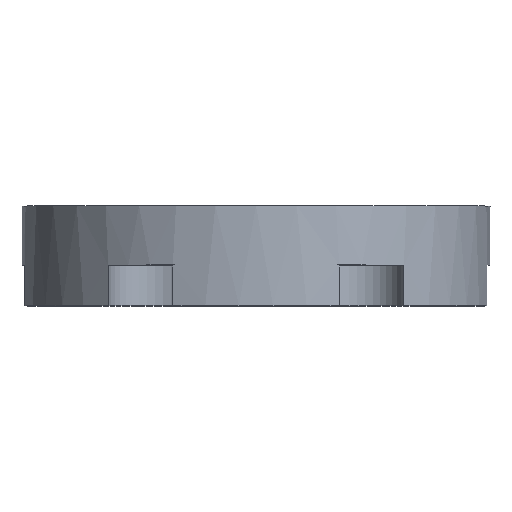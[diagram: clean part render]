
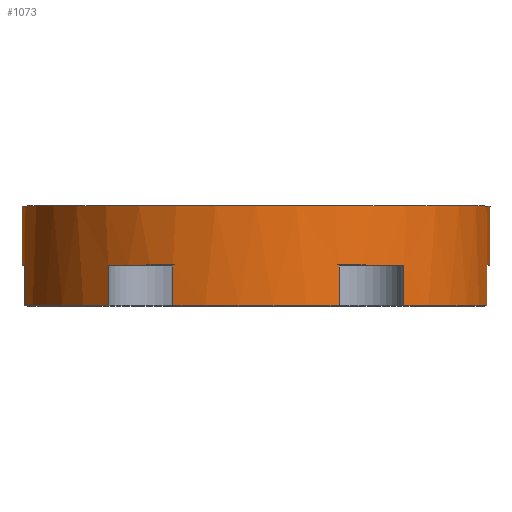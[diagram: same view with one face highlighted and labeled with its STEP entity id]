
A CAD part, top view. The second image highlights one B-rep face of the part: STEP entity #1073.
In plain terms, the highlighted cylindrical face has radius 75 mm (diameter 150 mm), a full revolution.
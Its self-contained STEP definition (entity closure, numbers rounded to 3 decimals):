
#52=CIRCLE('',#1143,75.);
#58=CIRCLE('',#1152,75.);
#62=CIRCLE('',#1158,75.);
#64=CIRCLE('',#1161,75.);
#66=CIRCLE('',#1163,75.);
#71=CIRCLE('',#1171,75.);
#73=CIRCLE('',#1174,75.);
#74=CIRCLE('',#1175,75.);
#75=CIRCLE('',#1176,75.);
#76=CIRCLE('',#1177,75.);
#77=CIRCLE('',#1178,75.);
#78=CIRCLE('',#1179,75.);
#79=CIRCLE('',#1180,75.);
#80=CIRCLE('',#1181,75.);
#141=FACE_OUTER_BOUND('',#207,.T.);
#207=EDGE_LOOP('',(#881,#882,#883,#884,#885,#886,#887,#888,#889,#890,#891,
#892,#893,#894,#895,#896,#897,#898,#899,#900,#901,#902,#903,#904,#905,#906,
#907,#908));
#323=LINE('',#3555,#375);
#324=LINE('',#3558,#376);
#325=LINE('',#3562,#377);
#326=LINE('',#3566,#378);
#327=LINE('',#3575,#379);
#328=LINE('',#3579,#380);
#329=LINE('',#3596,#381);
#330=LINE('',#3599,#382);
#331=LINE('',#3603,#383);
#332=LINE('',#3607,#384);
#333=LINE('',#3616,#385);
#334=LINE('',#3620,#386);
#335=LINE('',#3624,#387);
#375=VECTOR('',#1332,10.);
#376=VECTOR('',#1335,10.);
#377=VECTOR('',#1338,10.);
#378=VECTOR('',#1341,10.);
#379=VECTOR('',#1352,10.);
#380=VECTOR('',#1355,10.);
#381=VECTOR('',#1376,10.);
#382=VECTOR('',#1379,10.);
#383=VECTOR('',#1382,10.);
#384=VECTOR('',#1385,10.);
#385=VECTOR('',#1398,75.);
#386=VECTOR('',#1401,10.);
#387=VECTOR('',#1404,10.);
#457=VERTEX_POINT('',#3547);
#458=VERTEX_POINT('',#3548);
#460=VERTEX_POINT('',#3554);
#461=VERTEX_POINT('',#3556);
#462=VERTEX_POINT('',#3560);
#463=VERTEX_POINT('',#3561);
#464=VERTEX_POINT('',#3563);
#465=VERTEX_POINT('',#3565);
#467=VERTEX_POINT('',#3573);
#468=VERTEX_POINT('',#3574);
#469=VERTEX_POINT('',#3576);
#470=VERTEX_POINT('',#3578);
#472=VERTEX_POINT('',#3586);
#473=VERTEX_POINT('',#3587);
#474=VERTEX_POINT('',#3589);
#476=VERTEX_POINT('',#3595);
#477=VERTEX_POINT('',#3597);
#478=VERTEX_POINT('',#3601);
#479=VERTEX_POINT('',#3602);
#480=VERTEX_POINT('',#3604);
#481=VERTEX_POINT('',#3606);
#483=VERTEX_POINT('',#3614);
#484=VERTEX_POINT('',#3617);
#485=VERTEX_POINT('',#3619);
#486=VERTEX_POINT('',#3621);
#487=VERTEX_POINT('',#3623);
#595=EDGE_CURVE('',#457,#458,#52,.T.);
#598=EDGE_CURVE('',#460,#457,#323,.T.);
#600=EDGE_CURVE('',#458,#461,#324,.T.);
#601=EDGE_CURVE('',#462,#463,#325,.T.);
#603=EDGE_CURVE('',#465,#464,#326,.T.);
#605=EDGE_CURVE('',#464,#462,#58,.T.);
#607=EDGE_CURVE('',#467,#468,#327,.T.);
#609=EDGE_CURVE('',#470,#469,#328,.T.);
#611=EDGE_CURVE('',#469,#467,#62,.T.);
#613=EDGE_CURVE('',#472,#473,#64,.T.);
#615=EDGE_CURVE('',#473,#474,#66,.T.);
#617=EDGE_CURVE('',#476,#472,#329,.T.);
#619=EDGE_CURVE('',#474,#477,#330,.T.);
#620=EDGE_CURVE('',#478,#479,#331,.T.);
#622=EDGE_CURVE('',#481,#480,#332,.T.);
#624=EDGE_CURVE('',#480,#478,#71,.T.);
#626=EDGE_CURVE('',#483,#483,#73,.T.);
#627=EDGE_CURVE('',#483,#473,#333,.T.);
#628=EDGE_CURVE('',#477,#484,#74,.T.);
#629=EDGE_CURVE('',#484,#485,#334,.T.);
#630=EDGE_CURVE('',#485,#486,#75,.T.);
#631=EDGE_CURVE('',#486,#487,#335,.T.);
#632=EDGE_CURVE('',#487,#481,#76,.T.);
#633=EDGE_CURVE('',#479,#460,#77,.T.);
#634=EDGE_CURVE('',#461,#470,#78,.T.);
#635=EDGE_CURVE('',#468,#465,#79,.T.);
#636=EDGE_CURVE('',#463,#476,#80,.T.);
#881=ORIENTED_EDGE('',*,*,#626,.F.);
#882=ORIENTED_EDGE('',*,*,#627,.T.);
#883=ORIENTED_EDGE('',*,*,#615,.T.);
#884=ORIENTED_EDGE('',*,*,#619,.T.);
#885=ORIENTED_EDGE('',*,*,#628,.T.);
#886=ORIENTED_EDGE('',*,*,#629,.T.);
#887=ORIENTED_EDGE('',*,*,#630,.T.);
#888=ORIENTED_EDGE('',*,*,#631,.T.);
#889=ORIENTED_EDGE('',*,*,#632,.T.);
#890=ORIENTED_EDGE('',*,*,#622,.T.);
#891=ORIENTED_EDGE('',*,*,#624,.T.);
#892=ORIENTED_EDGE('',*,*,#620,.T.);
#893=ORIENTED_EDGE('',*,*,#633,.T.);
#894=ORIENTED_EDGE('',*,*,#598,.T.);
#895=ORIENTED_EDGE('',*,*,#595,.T.);
#896=ORIENTED_EDGE('',*,*,#600,.T.);
#897=ORIENTED_EDGE('',*,*,#634,.T.);
#898=ORIENTED_EDGE('',*,*,#609,.T.);
#899=ORIENTED_EDGE('',*,*,#611,.T.);
#900=ORIENTED_EDGE('',*,*,#607,.T.);
#901=ORIENTED_EDGE('',*,*,#635,.T.);
#902=ORIENTED_EDGE('',*,*,#603,.T.);
#903=ORIENTED_EDGE('',*,*,#605,.T.);
#904=ORIENTED_EDGE('',*,*,#601,.T.);
#905=ORIENTED_EDGE('',*,*,#636,.T.);
#906=ORIENTED_EDGE('',*,*,#617,.T.);
#907=ORIENTED_EDGE('',*,*,#613,.T.);
#908=ORIENTED_EDGE('',*,*,#627,.F.);
#1017=CYLINDRICAL_SURFACE('',#1173,75.);
#1073=ADVANCED_FACE('',(#141),#1017,.T.);
#1143=AXIS2_PLACEMENT_3D('',#3549,#1324,#1325);
#1152=AXIS2_PLACEMENT_3D('',#3569,#1346,#1347);
#1158=AXIS2_PLACEMENT_3D('',#3582,#1360,#1361);
#1161=AXIS2_PLACEMENT_3D('',#3588,#1366,#1367);
#1163=AXIS2_PLACEMENT_3D('',#3591,#1370,#1371);
#1171=AXIS2_PLACEMENT_3D('',#3610,#1390,#1391);
#1173=AXIS2_PLACEMENT_3D('',#3613,#1394,#1395);
#1174=AXIS2_PLACEMENT_3D('',#3615,#1396,#1397);
#1175=AXIS2_PLACEMENT_3D('',#3618,#1399,#1400);
#1176=AXIS2_PLACEMENT_3D('',#3622,#1402,#1403);
#1177=AXIS2_PLACEMENT_3D('',#3625,#1405,#1406);
#1178=AXIS2_PLACEMENT_3D('',#3626,#1407,#1408);
#1179=AXIS2_PLACEMENT_3D('',#3627,#1409,#1410);
#1180=AXIS2_PLACEMENT_3D('',#3628,#1411,#1412);
#1181=AXIS2_PLACEMENT_3D('',#3629,#1413,#1414);
#1324=DIRECTION('center_axis',(0.,1.,0.));
#1325=DIRECTION('ref_axis',(1.,0.,0.));
#1332=DIRECTION('',(0.,1.,0.));
#1335=DIRECTION('',(0.,-1.,0.));
#1338=DIRECTION('',(0.,-1.,0.));
#1341=DIRECTION('',(0.,1.,0.));
#1346=DIRECTION('center_axis',(0.,1.,0.));
#1347=DIRECTION('ref_axis',(1.,0.,0.));
#1352=DIRECTION('',(0.,-1.,0.));
#1355=DIRECTION('',(0.,1.,0.));
#1360=DIRECTION('center_axis',(0.,1.,0.));
#1361=DIRECTION('ref_axis',(1.,0.,0.));
#1366=DIRECTION('center_axis',(0.,1.,0.));
#1367=DIRECTION('ref_axis',(1.,0.,0.));
#1370=DIRECTION('center_axis',(0.,1.,0.));
#1371=DIRECTION('ref_axis',(1.,0.,0.));
#1376=DIRECTION('',(0.,1.,0.));
#1379=DIRECTION('',(0.,-1.,0.));
#1382=DIRECTION('',(0.,-1.,0.));
#1385=DIRECTION('',(0.,1.,0.));
#1390=DIRECTION('center_axis',(0.,1.,0.));
#1391=DIRECTION('ref_axis',(1.,0.,0.));
#1394=DIRECTION('center_axis',(0.,1.,0.));
#1395=DIRECTION('ref_axis',(1.,0.,0.));
#1396=DIRECTION('center_axis',(0.,1.,0.));
#1397=DIRECTION('ref_axis',(1.,0.,0.));
#1398=DIRECTION('',(0.,-1.,0.));
#1399=DIRECTION('center_axis',(0.,1.,0.));
#1400=DIRECTION('ref_axis',(1.,0.,0.));
#1401=DIRECTION('',(0.,1.,0.));
#1402=DIRECTION('center_axis',(0.,1.,0.));
#1403=DIRECTION('ref_axis',(1.,0.,0.));
#1404=DIRECTION('',(0.,-1.,0.));
#1405=DIRECTION('center_axis',(0.,1.,0.));
#1406=DIRECTION('ref_axis',(1.,0.,0.));
#1407=DIRECTION('center_axis',(0.,1.,0.));
#1408=DIRECTION('ref_axis',(1.,0.,0.));
#1409=DIRECTION('center_axis',(0.,1.,0.));
#1410=DIRECTION('ref_axis',(1.,0.,0.));
#1411=DIRECTION('center_axis',(0.,1.,0.));
#1412=DIRECTION('ref_axis',(1.,0.,0.));
#1413=DIRECTION('center_axis',(0.,1.,0.));
#1414=DIRECTION('ref_axis',(1.,0.,0.));
#3547=CARTESIAN_POINT('',(74.038,13.,11.971));
#3548=CARTESIAN_POINT('',(74.038,13.,-11.971));
#3549=CARTESIAN_POINT('Origin',(0.,13.,0.));
#3554=CARTESIAN_POINT('',(74.038,0.,11.971));
#3555=CARTESIAN_POINT('',(74.038,0.,11.971));
#3556=CARTESIAN_POINT('',(74.038,0.,-11.971));
#3558=CARTESIAN_POINT('',(74.038,0.,-11.971));
#3560=CARTESIAN_POINT('',(-47.386,13.,-58.134));
#3561=CARTESIAN_POINT('',(-47.386,0.,-58.134));
#3562=CARTESIAN_POINT('',(-47.386,0.,-58.134));
#3563=CARTESIAN_POINT('',(-26.652,13.,-70.105));
#3565=CARTESIAN_POINT('',(-26.652,0.,-70.105));
#3566=CARTESIAN_POINT('',(-26.652,0.,-70.105));
#3569=CARTESIAN_POINT('Origin',(0.,13.,0.));
#3573=CARTESIAN_POINT('',(26.652,13.,-70.105));
#3574=CARTESIAN_POINT('',(26.652,0.,-70.105));
#3575=CARTESIAN_POINT('',(26.652,0.,-70.105));
#3576=CARTESIAN_POINT('',(47.386,13.,-58.134));
#3578=CARTESIAN_POINT('',(47.386,0.,-58.134));
#3579=CARTESIAN_POINT('',(47.386,0.,-58.134));
#3582=CARTESIAN_POINT('Origin',(0.,13.,0.));
#3586=CARTESIAN_POINT('',(-74.038,13.,-11.971));
#3587=CARTESIAN_POINT('',(-75.,13.,0.));
#3588=CARTESIAN_POINT('Origin',(0.,13.,0.));
#3589=CARTESIAN_POINT('',(-74.038,13.,11.971));
#3591=CARTESIAN_POINT('Origin',(0.,13.,0.));
#3595=CARTESIAN_POINT('',(-74.038,0.,-11.971));
#3596=CARTESIAN_POINT('',(-74.038,0.,-11.971));
#3597=CARTESIAN_POINT('',(-74.038,0.,11.971));
#3599=CARTESIAN_POINT('',(-74.038,0.,11.971));
#3601=CARTESIAN_POINT('',(47.386,13.,58.134));
#3602=CARTESIAN_POINT('',(47.386,0.,58.134));
#3603=CARTESIAN_POINT('',(47.386,0.,58.134));
#3604=CARTESIAN_POINT('',(26.652,13.,70.105));
#3606=CARTESIAN_POINT('',(26.652,0.,70.105));
#3607=CARTESIAN_POINT('',(26.652,0.,70.105));
#3610=CARTESIAN_POINT('Origin',(0.,13.,0.));
#3613=CARTESIAN_POINT('Origin',(0.,0.,0.));
#3614=CARTESIAN_POINT('',(-75.,32.,0.));
#3615=CARTESIAN_POINT('Origin',(0.,32.,0.));
#3616=CARTESIAN_POINT('',(-75.,0.,0.));
#3617=CARTESIAN_POINT('',(-47.386,0.,58.134));
#3618=CARTESIAN_POINT('Origin',(0.,0.,0.));
#3619=CARTESIAN_POINT('',(-47.386,13.,58.134));
#3620=CARTESIAN_POINT('',(-47.386,0.,58.134));
#3621=CARTESIAN_POINT('',(-26.652,13.,70.105));
#3622=CARTESIAN_POINT('Origin',(0.,13.,0.));
#3623=CARTESIAN_POINT('',(-26.652,0.,70.105));
#3624=CARTESIAN_POINT('',(-26.652,0.,70.105));
#3625=CARTESIAN_POINT('Origin',(0.,0.,0.));
#3626=CARTESIAN_POINT('Origin',(0.,0.,0.));
#3627=CARTESIAN_POINT('Origin',(0.,0.,0.));
#3628=CARTESIAN_POINT('Origin',(0.,0.,0.));
#3629=CARTESIAN_POINT('Origin',(0.,0.,0.));
